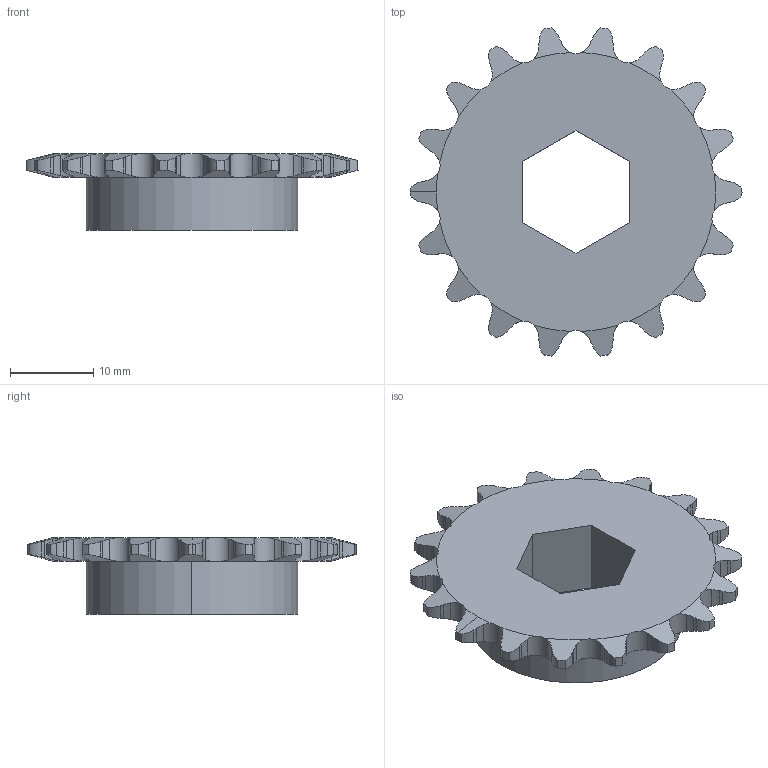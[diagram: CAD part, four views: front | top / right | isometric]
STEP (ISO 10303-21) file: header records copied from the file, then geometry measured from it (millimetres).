
FILE_DESCRIPTION (( 'STEP AP214' ), '1' );
FILE_NAME ('217-3488-STEP.STEP', '2013-12-06T21:46:42', ( '' ), ( '' ), 'SwSTEP 2.0', 'SolidWorks 2013', '' );
FILE_SCHEMA (( 'AUTOMOTIVE_DESIGN' ));
Length unit declared in the file: inch
Products named in the file (1): 217-3488-STEP
Bounding box: 39.82 x 39.37 x 9.18 mm (x, y, z)
Volume: 4714.9 mm3; surface area: 3065.1 mm2
Topology: 1 solids, 1 shells, 202 faces, 596 edges, 397 vertices
Faces by surface type: cylinder 119, plane 45, cone 38
Entity records: 7333 total; most frequent: CARTESIAN_POINT 2372, ORIENTED_EDGE 1192, DIRECTION 823, EDGE_CURVE 596, VERTEX_POINT 397, AXIS2_PLACEMENT_3D 324, B_SPLINE_CURVE_WITH_KNOTS 300, EDGE_LOOP 205
